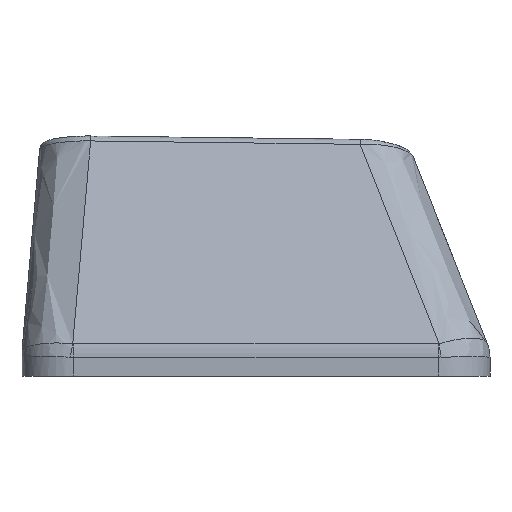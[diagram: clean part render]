
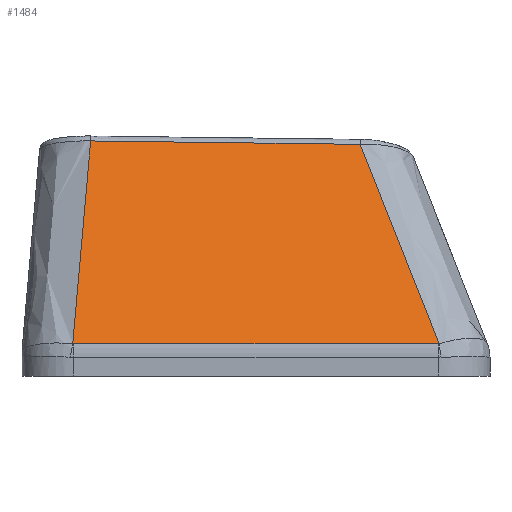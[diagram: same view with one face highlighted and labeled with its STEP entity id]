
A CAD part, left-side view. The second image highlights one B-rep face of the part: STEP entity #1484.
In plain terms, the highlighted free-form (B-spline) face has degree [3, 3] with [4, 4] control points.
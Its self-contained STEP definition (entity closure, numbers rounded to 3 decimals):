
#231=FACE_OUTER_BOUND('',#319,.T.);
#319=EDGE_LOOP('',(#1085,#1086,#1087,#1088,#1089,#1090));
#452=B_SPLINE_CURVE_WITH_KNOTS('',3,(#2881,#2882,#2883,#2884),
 .UNSPECIFIED.,.F.,.F.,(4,4),(0.,0.003),.UNSPECIFIED.);
#454=B_SPLINE_CURVE_WITH_KNOTS('',3,(#2908,#2909,#2910,#2911),
 .UNSPECIFIED.,.F.,.F.,(4,4),(0.,1.416),.UNSPECIFIED.);
#456=B_SPLINE_CURVE_WITH_KNOTS('',3,(#2935,#2936,#2937,#2938),
 .UNSPECIFIED.,.F.,.F.,(4,4),(0.,0.003),.UNSPECIFIED.);
#459=B_SPLINE_CURVE_WITH_KNOTS('',3,(#3034,#3035,#3036,#3037),
 .UNSPECIFIED.,.F.,.F.,(4,4),(0.032,0.914),
 .UNSPECIFIED.);
#460=B_SPLINE_CURVE_WITH_KNOTS('',3,(#3039,#3040,#3041,#3042),
 .UNSPECIFIED.,.F.,.F.,(4,4),(-1.046,0.),
 .UNSPECIFIED.);
#461=B_SPLINE_CURVE_WITH_KNOTS('',3,(#3043,#3044,#3045,#3046),
 .UNSPECIFIED.,.F.,.F.,(4,4),(-0.869,-0.026),
 .UNSPECIFIED.);
#597=VERTEX_POINT('',#2840);
#599=VERTEX_POINT('',#2879);
#601=VERTEX_POINT('',#2906);
#603=VERTEX_POINT('',#2933);
#610=VERTEX_POINT('',#3033);
#611=VERTEX_POINT('',#3038);
#774=EDGE_CURVE('',#599,#597,#452,.T.);
#777=EDGE_CURVE('',#601,#599,#454,.T.);
#780=EDGE_CURVE('',#603,#601,#456,.T.);
#792=EDGE_CURVE('',#610,#603,#459,.T.);
#793=EDGE_CURVE('',#611,#610,#460,.T.);
#794=EDGE_CURVE('',#597,#611,#461,.T.);
#1085=ORIENTED_EDGE('',*,*,#774,.F.);
#1086=ORIENTED_EDGE('',*,*,#777,.F.);
#1087=ORIENTED_EDGE('',*,*,#780,.F.);
#1088=ORIENTED_EDGE('',*,*,#792,.F.);
#1089=ORIENTED_EDGE('',*,*,#793,.F.);
#1090=ORIENTED_EDGE('',*,*,#794,.F.);
#1429=B_SPLINE_SURFACE_WITH_KNOTS('',3,3,((#3017,#3018,#3019,#3020),(#3021,
#3022,#3023,#3024),(#3025,#3026,#3027,#3028),(#3029,#3030,#3031,#3032)),
 .UNSPECIFIED.,.F.,.F.,.F.,(4,4),(4,4),(0.104,0.892),
(0.029,0.97),.UNSPECIFIED.);
#1484=ADVANCED_FACE('',(#231),#1429,.T.);
#2840=CARTESIAN_POINT('',(-8.986,7.111,0.255));
#2879=CARTESIAN_POINT('',(-8.987,7.08,0.253));
#2881=CARTESIAN_POINT('Ctrl Pts',(-8.987,7.08,0.253));
#2882=CARTESIAN_POINT('Ctrl Pts',(-8.987,7.091,0.253));
#2883=CARTESIAN_POINT('Ctrl Pts',(-8.986,7.101,0.254));
#2884=CARTESIAN_POINT('Ctrl Pts',(-8.986,7.111,0.255));
#2906=CARTESIAN_POINT('',(-8.984,-7.081,0.255));
#2908=CARTESIAN_POINT('Ctrl Pts',(-8.984,-7.081,0.255));
#2909=CARTESIAN_POINT('Ctrl Pts',(-8.985,-2.36,0.255));
#2910=CARTESIAN_POINT('Ctrl Pts',(-8.986,2.36,0.254));
#2911=CARTESIAN_POINT('Ctrl Pts',(-8.987,7.08,0.253));
#2933=CARTESIAN_POINT('',(-8.984,-7.106,0.257));
#2935=CARTESIAN_POINT('Ctrl Pts',(-8.984,-7.106,0.257));
#2936=CARTESIAN_POINT('Ctrl Pts',(-8.984,-7.098,0.256));
#2937=CARTESIAN_POINT('Ctrl Pts',(-8.984,-7.089,0.255));
#2938=CARTESIAN_POINT('Ctrl Pts',(-8.984,-7.081,0.255));
#3017=CARTESIAN_POINT('Ctrl Pts',(-6.06,-4.418,8.028));
#3018=CARTESIAN_POINT('Ctrl Pts',(-7.036,-5.315,5.435));
#3019=CARTESIAN_POINT('Ctrl Pts',(-8.011,-6.212,2.843));
#3020=CARTESIAN_POINT('Ctrl Pts',(-8.987,-7.109,0.25));
#3021=CARTESIAN_POINT('Ctrl Pts',(-6.06,-0.669,
8.062));
#3022=CARTESIAN_POINT('Ctrl Pts',(-7.036,-1.236,5.458));
#3023=CARTESIAN_POINT('Ctrl Pts',(-8.011,-1.802,2.854));
#3024=CARTESIAN_POINT('Ctrl Pts',(-8.987,-2.369,0.251));
#3025=CARTESIAN_POINT('Ctrl Pts',(-6.06,3.08,8.095));
#3026=CARTESIAN_POINT('Ctrl Pts',(-7.036,2.844,5.481));
#3027=CARTESIAN_POINT('Ctrl Pts',(-8.011,2.607,2.866));
#3028=CARTESIAN_POINT('Ctrl Pts',(-8.987,2.371,0.252));
#3029=CARTESIAN_POINT('Ctrl Pts',(-6.06,6.828,8.128));
#3030=CARTESIAN_POINT('Ctrl Pts',(-7.036,6.923,5.503));
#3031=CARTESIAN_POINT('Ctrl Pts',(-8.011,7.017,2.878));
#3032=CARTESIAN_POINT('Ctrl Pts',(-8.987,7.111,0.253));
#3033=CARTESIAN_POINT('',(-6.075,-4.042,7.993));
#3034=CARTESIAN_POINT('Ctrl Pts',(-6.075,-4.042,7.993));
#3035=CARTESIAN_POINT('Ctrl Pts',(-7.044,-5.063,5.414));
#3036=CARTESIAN_POINT('Ctrl Pts',(-8.014,-6.085,2.836));
#3037=CARTESIAN_POINT('Ctrl Pts',(-8.984,-7.106,0.257));
#3038=CARTESIAN_POINT('',(-6.06,6.417,8.125));
#3039=CARTESIAN_POINT('Ctrl Pts',(-6.06,6.417,8.125));
#3040=CARTESIAN_POINT('Ctrl Pts',(-6.065,2.93,8.081));
#3041=CARTESIAN_POINT('Ctrl Pts',(-6.07,-0.556,8.038));
#3042=CARTESIAN_POINT('Ctrl Pts',(-6.075,-4.042,7.993));
#3043=CARTESIAN_POINT('Ctrl Pts',(-8.986,7.111,0.255));
#3044=CARTESIAN_POINT('Ctrl Pts',(-8.011,6.88,2.879));
#3045=CARTESIAN_POINT('Ctrl Pts',(-7.036,6.649,5.502));
#3046=CARTESIAN_POINT('Ctrl Pts',(-6.06,6.417,8.125));
